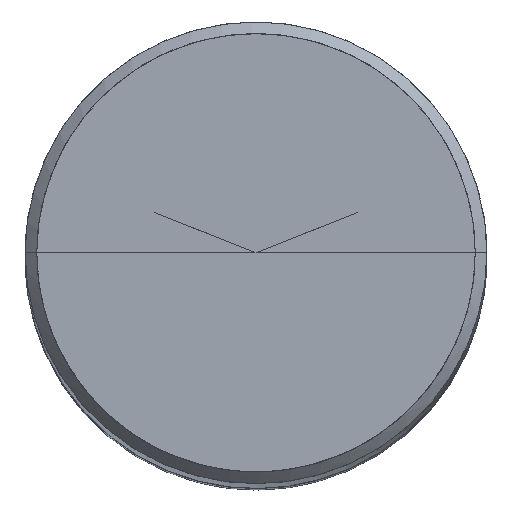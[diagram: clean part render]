
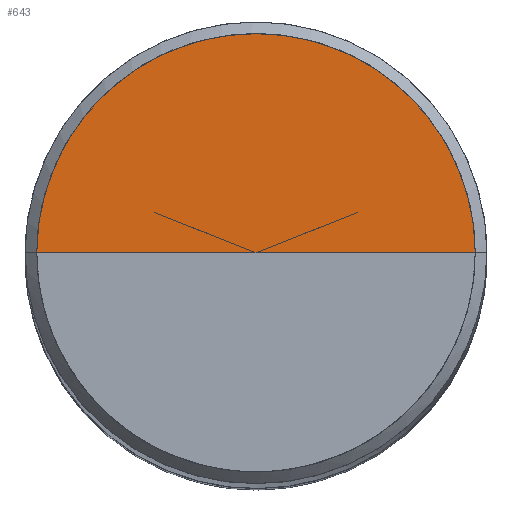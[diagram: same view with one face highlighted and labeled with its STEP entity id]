
A CAD part, top view. The second image highlights one B-rep face of the part: STEP entity #643.
In plain terms, the highlighted free-form (B-spline) face has degree [1, 2] with [2, 5] control points.
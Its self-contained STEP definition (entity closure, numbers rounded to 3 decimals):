
#128=CARTESIAN_POINT('',(-3.8,0.,44.));
#132=CARTESIAN_POINT('',(3.8,0.,44.));
#133=CARTESIAN_POINT('',(0.,0.,44.));
#149=CARTESIAN_POINT('',(3.8,3.8,44.));
#150=CARTESIAN_POINT('',(0.,3.8,44.));
#151=CARTESIAN_POINT('',(-3.8,3.8,44.));
#628=(
BOUNDED_SURFACE()
B_SPLINE_SURFACE(1,2,(
(#132,#149,#150,#151,#128),
(#133,#133,#133,#133,#133)
), .UNSPECIFIED.,.F.,.F.,.F.)
B_SPLINE_SURFACE_WITH_KNOTS((2,2),(3,2,3),(
0.,1.),(
0.,0.5,1.), .UNSPECIFIED.)
GEOMETRIC_REPRESENTATION_ITEM()
RATIONAL_B_SPLINE_SURFACE(((1.,0.707,1.,0.707,1.),
(1.,0.707,1.,0.707,1.)
))
REPRESENTATION_ITEM('')
SURFACE()
);
#629=(
BOUNDED_CURVE()
B_SPLINE_CURVE(2,(#128,#151,#150,#149,#132),.UNSPECIFIED.,.F.,.F.)
B_SPLINE_CURVE_WITH_KNOTS((3,2,3),
(0.,0.5,1.),.UNSPECIFIED.)
CURVE()
GEOMETRIC_REPRESENTATION_ITEM()
RATIONAL_B_SPLINE_CURVE((1.,0.707,1.,0.707,1.))
REPRESENTATION_ITEM('')
);
#630=(
BOUNDED_CURVE()
B_SPLINE_CURVE(1,(#132,#133),.UNSPECIFIED.,.F.,.F.)
B_SPLINE_CURVE_WITH_KNOTS((2,2),
(0.,1.),.UNSPECIFIED.)
CURVE()
GEOMETRIC_REPRESENTATION_ITEM()
RATIONAL_B_SPLINE_CURVE((1.,1.))
REPRESENTATION_ITEM('')
);
#631=(
BOUNDED_CURVE()
B_SPLINE_CURVE(1,(#133,#128),.UNSPECIFIED.,.F.,.F.)
B_SPLINE_CURVE_WITH_KNOTS((2,2),
(0.,1.),.UNSPECIFIED.)
CURVE()
GEOMETRIC_REPRESENTATION_ITEM()
RATIONAL_B_SPLINE_CURVE((1.,1.))
REPRESENTATION_ITEM('')
);
#632=VERTEX_POINT('',#128);
#633=VERTEX_POINT('',#132);
#634=VERTEX_POINT('',#133);
#635=EDGE_CURVE('',#632,#633,#629,.T.);
#636=EDGE_CURVE('',#633,#634,#630,.T.);
#637=EDGE_CURVE('',#634,#632,#631,.T.);
#638=ORIENTED_EDGE('',*,*,#635,.T.);
#639=ORIENTED_EDGE('',*,*,#636,.T.);
#640=ORIENTED_EDGE('',*,*,#637,.T.);
#641=EDGE_LOOP('',(#638,#639,#640));
#642=FACE_OUTER_BOUND('',#641,.T.);
#643=ADVANCED_FACE('',(#642),#628,.T.);
